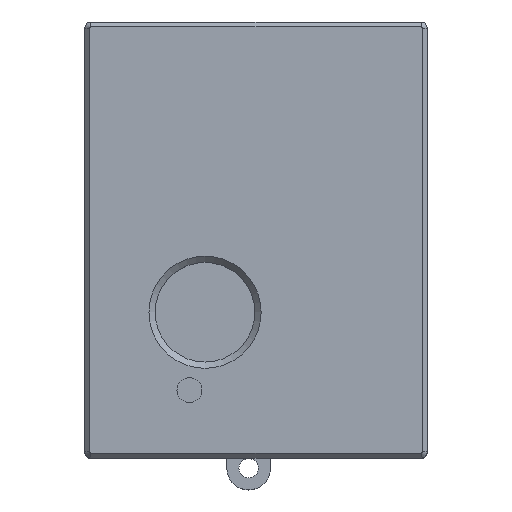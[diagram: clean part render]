
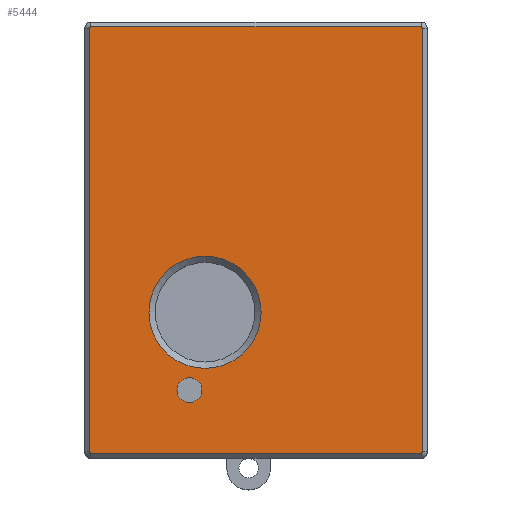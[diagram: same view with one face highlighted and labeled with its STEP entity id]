
A CAD part, top view. The second image highlights one B-rep face of the part: STEP entity #5444.
In plain terms, the highlighted planar face has unit normal (0, 0, 1).
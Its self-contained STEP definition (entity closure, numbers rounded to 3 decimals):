
#118=FACE_BOUND('',#809,.T.);
#119=FACE_BOUND('',#810,.T.);
#221=PLANE('',#5859);
#456=FACE_OUTER_BOUND('',#808,.T.);
#808=EDGE_LOOP('',(#4106,#4107,#4108,#4109,#4110,#4111,#4112,#4113));
#809=EDGE_LOOP('',(#4114));
#810=EDGE_LOOP('',(#4115));
#1255=LINE('',#8218,#1852);
#1256=LINE('',#8222,#1853);
#1257=LINE('',#8226,#1854);
#1258=LINE('',#8230,#1855);
#1852=VECTOR('',#6602,10.);
#1853=VECTOR('',#6605,10.);
#1854=VECTOR('',#6608,10.);
#1855=VECTOR('',#6611,10.);
#2330=CIRCLE('',#5856,9.);
#2332=CIRCLE('',#5860,0.2);
#2333=CIRCLE('',#5861,0.2);
#2334=CIRCLE('',#5862,0.2);
#2335=CIRCLE('',#5863,0.2);
#2336=CIRCLE('',#5864,2.);
#2593=VERTEX_POINT('',#8208);
#2595=VERTEX_POINT('',#8216);
#2596=VERTEX_POINT('',#8217);
#2597=VERTEX_POINT('',#8219);
#2598=VERTEX_POINT('',#8221);
#2599=VERTEX_POINT('',#8223);
#2600=VERTEX_POINT('',#8225);
#2601=VERTEX_POINT('',#8227);
#2602=VERTEX_POINT('',#8229);
#2603=VERTEX_POINT('',#8232);
#3157=EDGE_CURVE('',#2593,#2593,#2330,.T.);
#3161=EDGE_CURVE('',#2595,#2596,#1255,.T.);
#3162=EDGE_CURVE('',#2597,#2595,#2332,.T.);
#3163=EDGE_CURVE('',#2598,#2597,#1256,.T.);
#3164=EDGE_CURVE('',#2599,#2598,#2333,.T.);
#3165=EDGE_CURVE('',#2600,#2599,#1257,.T.);
#3166=EDGE_CURVE('',#2601,#2600,#2334,.T.);
#3167=EDGE_CURVE('',#2602,#2601,#1258,.T.);
#3168=EDGE_CURVE('',#2596,#2602,#2335,.T.);
#3169=EDGE_CURVE('',#2603,#2603,#2336,.T.);
#4106=ORIENTED_EDGE('',*,*,#3161,.F.);
#4107=ORIENTED_EDGE('',*,*,#3162,.F.);
#4108=ORIENTED_EDGE('',*,*,#3163,.F.);
#4109=ORIENTED_EDGE('',*,*,#3164,.F.);
#4110=ORIENTED_EDGE('',*,*,#3165,.F.);
#4111=ORIENTED_EDGE('',*,*,#3166,.F.);
#4112=ORIENTED_EDGE('',*,*,#3167,.F.);
#4113=ORIENTED_EDGE('',*,*,#3168,.F.);
#4114=ORIENTED_EDGE('',*,*,#3169,.T.);
#4115=ORIENTED_EDGE('',*,*,#3157,.F.);
#5444=ADVANCED_FACE('',(#456,#118,#119),#221,.T.);
#5856=AXIS2_PLACEMENT_3D('',#8209,#6592,#6593);
#5859=AXIS2_PLACEMENT_3D('',#8215,#6600,#6601);
#5860=AXIS2_PLACEMENT_3D('',#8220,#6603,#6604);
#5861=AXIS2_PLACEMENT_3D('',#8224,#6606,#6607);
#5862=AXIS2_PLACEMENT_3D('',#8228,#6609,#6610);
#5863=AXIS2_PLACEMENT_3D('',#8231,#6612,#6613);
#5864=AXIS2_PLACEMENT_3D('',#8233,#6614,#6615);
#6592=DIRECTION('center_axis',(0.,0.,1.));
#6593=DIRECTION('ref_axis',(-1.,0.,0.));
#6600=DIRECTION('center_axis',(0.,0.,1.));
#6601=DIRECTION('ref_axis',(1.,0.,0.));
#6602=DIRECTION('',(-1.,0.,0.));
#6603=DIRECTION('center_axis',(0.,0.,-1.));
#6604=DIRECTION('ref_axis',(0.707,-0.707,0.));
#6605=DIRECTION('',(0.,-1.,0.));
#6606=DIRECTION('center_axis',(0.,0.,-1.));
#6607=DIRECTION('ref_axis',(0.707,0.707,0.));
#6608=DIRECTION('',(1.,0.,0.));
#6609=DIRECTION('center_axis',(0.,0.,-1.));
#6610=DIRECTION('ref_axis',(-0.707,0.707,0.));
#6611=DIRECTION('',(0.,1.,0.));
#6612=DIRECTION('center_axis',(0.,0.,-1.));
#6613=DIRECTION('ref_axis',(-0.707,-0.707,0.));
#6614=DIRECTION('center_axis',(0.,0.,-1.));
#6615=DIRECTION('ref_axis',(-1.,0.,0.));
#8208=CARTESIAN_POINT('',(0.319,-19.588,22.));
#8209=CARTESIAN_POINT('Origin',(-8.681,-19.588,22.));
#8215=CARTESIAN_POINT('Origin',(-0.5,-8.,22.));
#8216=CARTESIAN_POINT('',(26.,-42.2,22.));
#8217=CARTESIAN_POINT('',(-27.,-42.2,22.));
#8218=CARTESIAN_POINT('',(-14.25,-42.2,22.));
#8219=CARTESIAN_POINT('',(26.2,-42.,22.));
#8220=CARTESIAN_POINT('Origin',(26.,-42.,22.));
#8221=CARTESIAN_POINT('',(26.2,26.,22.));
#8222=CARTESIAN_POINT('',(26.2,-25.5,22.));
#8223=CARTESIAN_POINT('',(26.,26.2,22.));
#8224=CARTESIAN_POINT('Origin',(26.,26.,22.));
#8225=CARTESIAN_POINT('',(-27.,26.2,22.));
#8226=CARTESIAN_POINT('',(13.25,26.2,22.));
#8227=CARTESIAN_POINT('',(-27.2,26.,22.));
#8228=CARTESIAN_POINT('Origin',(-27.,26.,22.));
#8229=CARTESIAN_POINT('',(-27.2,-42.,22.));
#8230=CARTESIAN_POINT('',(-27.2,9.5,22.));
#8231=CARTESIAN_POINT('Origin',(-27.,-42.,22.));
#8232=CARTESIAN_POINT('',(-9.181,-32.088,22.));
#8233=CARTESIAN_POINT('Origin',(-11.181,-32.088,22.));
